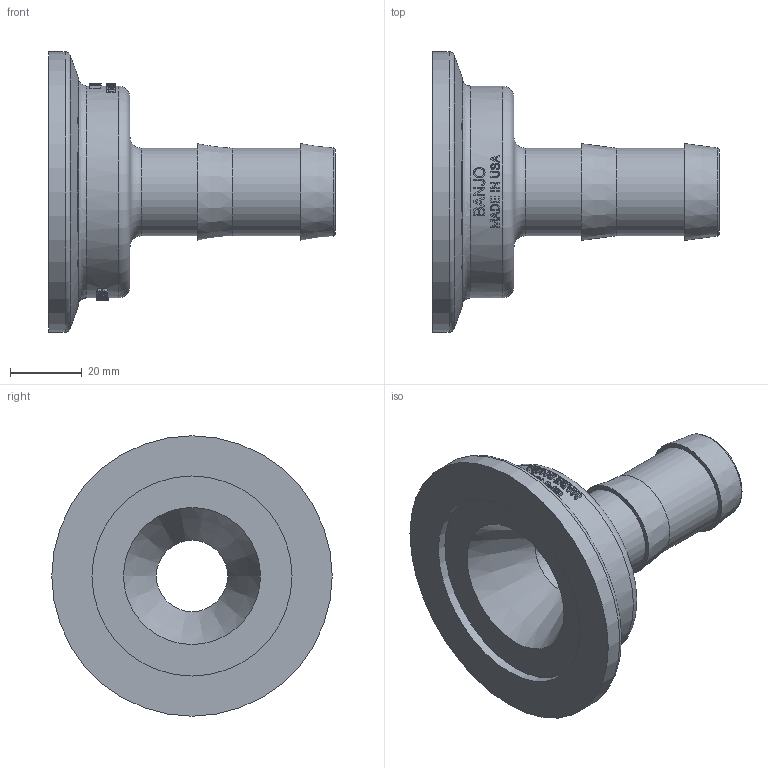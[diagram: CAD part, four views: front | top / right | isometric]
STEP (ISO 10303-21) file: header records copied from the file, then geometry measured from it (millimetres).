
FILE_DESCRIPTION(/* description */ ('2" MNFLD FLG. X 1" HOSE BARB'),/* implementation_level */ '2;1');
FILE_NAME(/* name */ 'M200100BRB.stp',/* time_stamp */ '2014-04-22T09:18:03-04:00',/* author */ ('mclevenger'),/* organization */ (''),/* preprocessor_version */ 'ST-DEVELOPER v15.2',/* originating_system */ 'Autodesk Inventor 2014',/* authorisation */ '');
FILE_SCHEMA (('AUTOMOTIVE_DESIGN { 1 0 10303 214 3 1 1 }'));
Length unit declared in the file: inch
Products named in the file (1): M200100BRB
Bounding box: 79.76 x 77.98 x 77.98 mm (x, y, z)
Volume: 67536.1 mm3; surface area: 22521.5 mm2
Topology: 1 solids, 1 shells, 388 faces, 1018 edges, 676 vertices
Faces by surface type: plane 179, bspline 154, cylinder 46, torus 5, cone 4
Full cylindrical faces by diameter (mm): 19.812 x1, 24.384 x2, 55.626 x1, 58.928 x1, 77.978 x1
Entity records: 15023 total; most frequent: CARTESIAN_POINT 6267, ORIENTED_EDGE 2002, DIRECTION 1418, EDGE_CURVE 1001, VERTEX_POINT 674, AXIS2_PLACEMENT_3D 490, EDGE_LOOP 449, LINE 438
